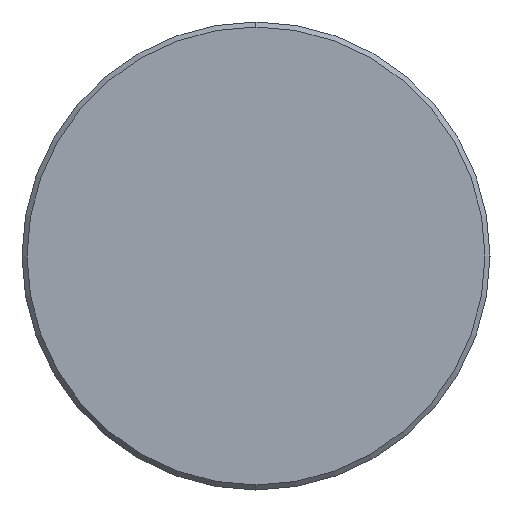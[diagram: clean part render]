
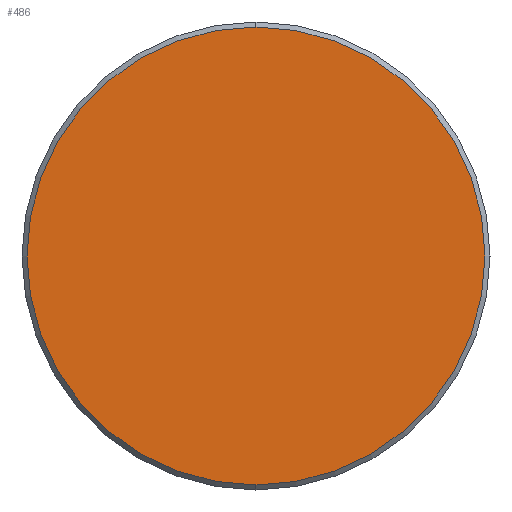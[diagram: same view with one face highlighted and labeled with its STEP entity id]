
A CAD part, left-side view. The second image highlights one B-rep face of the part: STEP entity #486.
In plain terms, the highlighted planar face has unit normal (-1, 0, 0).
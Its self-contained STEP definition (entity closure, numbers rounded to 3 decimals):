
#64 = AXIS2_PLACEMENT_3D ( 'NONE', #191, #694, #499 ) ;
#85 = FACE_OUTER_BOUND ( 'NONE', #99, .T. ) ;
#99 = EDGE_LOOP ( 'NONE', ( #147, #763 ) ) ;
#147 = ORIENTED_EDGE ( 'NONE', *, *, #631, .T. ) ;
#191 = CARTESIAN_POINT ( 'NONE',  ( 0., 0., 0. ) ) ;
#203 = VERTEX_POINT ( 'NONE', #222 ) ;
#213 = CARTESIAN_POINT ( 'NONE',  ( 0., 0., 13.7 ) ) ;
#222 = CARTESIAN_POINT ( 'NONE',  ( 0., 0., -13.7 ) ) ;
#267 = CIRCLE ( 'NONE', #64, 13.7 ) ;
#286 = CARTESIAN_POINT ( 'NONE',  ( 0., 0., 0. ) ) ;
#310 = CARTESIAN_POINT ( 'NONE',  ( 0., 0., 0. ) ) ;
#439 = EDGE_CURVE ( 'NONE', #592, #203, #267, .T. ) ;
#486 = ADVANCED_FACE ( 'NONE', ( #85 ), #626, .F. ) ;
#499 = DIRECTION ( 'NONE',  ( 0., 0., 1. ) ) ;
#509 = AXIS2_PLACEMENT_3D ( 'NONE', #286, #667, #733 ) ;
#584 = AXIS2_PLACEMENT_3D ( 'NONE', #310, #628, #818 ) ;
#592 = VERTEX_POINT ( 'NONE', #213 ) ;
#626 = PLANE ( 'NONE',  #584 ) ;
#628 = DIRECTION ( 'NONE',  ( 1., 0., 0. ) ) ;
#631 = EDGE_CURVE ( 'NONE', #203, #592, #678, .T. ) ;
#667 = DIRECTION ( 'NONE',  ( -1., 0., 0. ) ) ;
#678 = CIRCLE ( 'NONE', #509, 13.7 ) ;
#694 = DIRECTION ( 'NONE',  ( -1., 0., 0. ) ) ;
#733 = DIRECTION ( 'NONE',  ( 0., 0., 1. ) ) ;
#763 = ORIENTED_EDGE ( 'NONE', *, *, #439, .T. ) ;
#818 = DIRECTION ( 'NONE',  ( 0., 0., -1. ) ) ;
